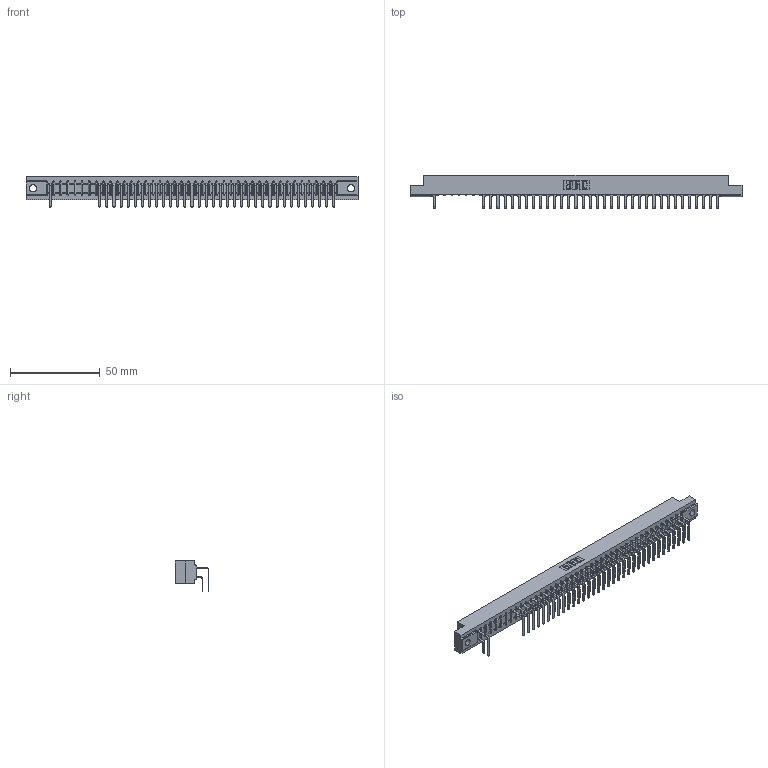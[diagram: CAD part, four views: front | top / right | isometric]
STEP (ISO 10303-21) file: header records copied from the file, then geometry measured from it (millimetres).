
FILE_DESCRIPTION (( 'STEP AP203' ), '1' );
FILE_NAME ('307-041-558-102.STEP', '2018-08-05T15:54:18', ( '' ), ( '' ), 'SwSTEP 2.0', 'SolidWorks 2016', '' );
FILE_SCHEMA (( 'CONFIG_CONTROL_DESIGN' ));
Length unit declared in the file: inch
Products named in the file (4): 307 Part_.128 Dia Mounting Holes; 307-290-001_558 559 - 1 (Single); 307-290-001_558 - 2 (Single); 307-041-558-102
Assembly tree (70 placements, depth 2):
  307-041-558-102
    307 Part_.128 Dia Mounting Holes
    307-290-001_558 559 - 1 (Single)  x34
    307-290-001_558 - 2 (Single)  x35
Bounding box: 185.47 x 18.96 x 16.8 mm (x, y, z)
Volume: 19766.9 mm3; surface area: 24655 mm2
Topology: 70 solids, 70 shells, 3740 faces, 10537 edges, 6818 vertices
Faces by surface type: plane 2425, cylinder 1231, sphere 84
Entity records: 37617 total; most frequent: CARTESIAN_POINT 6210, ORIENTED_EDGE 6166, DIRECTION 6069, EDGE_CURVE 3083, VECTOR 2363, LINE 2363, VERTEX_POINT 1994, AXIS2_PLACEMENT_3D 1853
